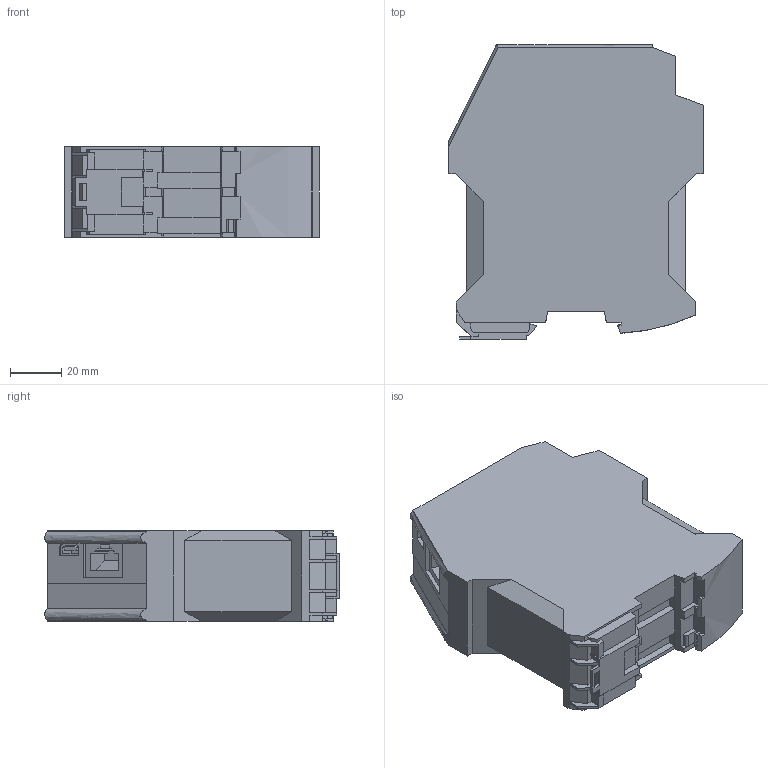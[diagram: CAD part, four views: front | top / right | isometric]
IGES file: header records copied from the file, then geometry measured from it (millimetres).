
Start section: Elysium IGES Interface
Global section: file name: 90H2702409_TC_EXTENDER_2001_ETH_2S-select.igs; native system: Creo Elements/Direct Modeling 18.1G  27-Feb-2015; preprocessor: Creo Element/Direct IGES_3D V2.2; author: Unknown; organization: Unknown; date: 20160220.105733; units: millimetre
Bounding box: 99 x 114.49 x 35.2 mm (x, y, z)
Volume: 321940.4 mm3; surface area: 36201.4 mm2
Topology: 1 solids, 1 shells, 481 faces, 1274 edges, 825 vertices
Faces by surface type: bspline 481
